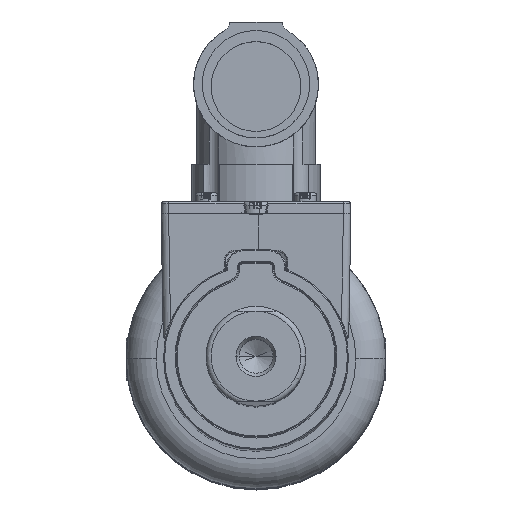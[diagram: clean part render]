
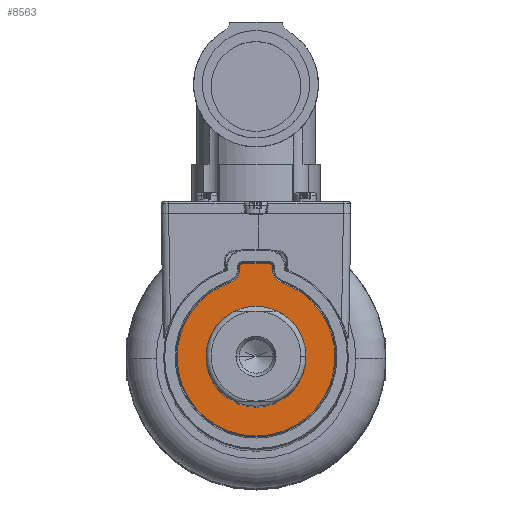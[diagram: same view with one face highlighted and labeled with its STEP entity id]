
A CAD part, top view. The second image highlights one B-rep face of the part: STEP entity #8563.
In plain terms, the highlighted planar face has unit normal (0, 0, 1).
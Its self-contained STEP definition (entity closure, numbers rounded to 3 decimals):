
#79 = CARTESIAN_POINT ( 'NONE',  ( 0., 0., 247. ) ) ;
#138 = VERTEX_POINT ( 'NONE', #4220 ) ;
#617 = CARTESIAN_POINT ( 'NONE',  ( -3.3, 18., 247. ) ) ;
#1089 = FACE_OUTER_BOUND ( 'NONE', #30180, .T. ) ;
#1619 = DIRECTION ( 'NONE',  ( 0., 0., 1. ) ) ;
#1761 = CIRCLE ( 'NONE', #25919, 10. ) ;
#2526 = CARTESIAN_POINT ( 'NONE',  ( 0., 0., 247. ) ) ;
#3368 = DIRECTION ( 'NONE',  ( 0., 0., 1. ) ) ;
#3735 = CARTESIAN_POINT ( 'NONE',  ( 0., 0., 247. ) ) ;
#3782 = CARTESIAN_POINT ( 'NONE',  ( 0., 18.8, 247. ) ) ;
#4220 = CARTESIAN_POINT ( 'NONE',  ( -3.3, 17.5, 247. ) ) ;
#4338 = CARTESIAN_POINT ( 'NONE',  ( 3.3, 17.5, 247. ) ) ;
#4778 = DIRECTION ( 'NONE',  ( 0., 0., -1. ) ) ;
#5163 = EDGE_CURVE ( 'NONE', #38397, #25986, #41698, .T. ) ;
#5167 = VERTEX_POINT ( 'NONE', #11874 ) ;
#5361 = AXIS2_PLACEMENT_3D ( 'NONE', #14711, #3368, #8044 ) ;
#5720 = ORIENTED_EDGE ( 'NONE', *, *, #5163, .T. ) ;
#7424 = VERTEX_POINT ( 'NONE', #4338 ) ;
#7448 = ORIENTED_EDGE ( 'NONE', *, *, #20226, .T. ) ;
#8044 = DIRECTION ( 'NONE',  ( 1., 0., 0. ) ) ;
#8177 = ORIENTED_EDGE ( 'NONE', *, *, #9058, .T. ) ;
#8390 = CIRCLE ( 'NONE', #32537, 2.7 ) ;
#8393 = VERTEX_POINT ( 'NONE', #39859 ) ;
#8561 = CARTESIAN_POINT ( 'NONE',  ( 0., 0., 247. ) ) ;
#8563 = ADVANCED_FACE ( 'NONE', ( #1089, #24234 ), #15337, .T. ) ;
#8577 = VECTOR ( 'NONE', #26828, 1000. ) ;
#8715 = AXIS2_PLACEMENT_3D ( 'NONE', #3735, #16674, #13873 ) ;
#8806 = VERTEX_POINT ( 'NONE', #617 ) ;
#9058 = EDGE_CURVE ( 'NONE', #25618, #5167, #19341, .T. ) ;
#9093 = CARTESIAN_POINT ( 'NONE',  ( 2.5, 18.8, 247. ) ) ;
#10493 = EDGE_CURVE ( 'NONE', #5167, #8806, #20627, .T. ) ;
#10941 = VERTEX_POINT ( 'NONE', #20738 ) ;
#10943 = VERTEX_POINT ( 'NONE', #33922 ) ;
#11874 = CARTESIAN_POINT ( 'NONE',  ( -2.5, 18.8, 247. ) ) ;
#12306 = VECTOR ( 'NONE', #42683, 1000. ) ;
#12420 = ORIENTED_EDGE ( 'NONE', *, *, #38962, .T. ) ;
#12438 = DIRECTION ( 'NONE',  ( 0., 1., 0. ) ) ;
#13873 = DIRECTION ( 'NONE',  ( 1., 0., 0. ) ) ;
#14711 = CARTESIAN_POINT ( 'NONE',  ( -2.5, 18., 247. ) ) ;
#15337 = PLANE ( 'NONE',  #15608 ) ;
#15437 = LINE ( 'NONE', #32319, #35019 ) ;
#15608 = AXIS2_PLACEMENT_3D ( 'NONE', #41068, #41949, #34597 ) ;
#15759 = EDGE_CURVE ( 'NONE', #10941, #25618, #35424, .T. ) ;
#16320 = EDGE_CURVE ( 'NONE', #8806, #138, #23986, .T. ) ;
#16674 = DIRECTION ( 'NONE',  ( 0., 0., 1. ) ) ;
#17517 = DIRECTION ( 'NONE',  ( 1., 0., 0. ) ) ;
#18072 = CIRCLE ( 'NONE', #41548, 2.7 ) ;
#19341 = LINE ( 'NONE', #3782, #12306 ) ;
#19768 = DIRECTION ( 'NONE',  ( 1., 0., 0. ) ) ;
#20226 = EDGE_CURVE ( 'NONE', #27049, #7424, #18072, .T. ) ;
#20252 = AXIS2_PLACEMENT_3D ( 'NONE', #41134, #38331, #21902 ) ;
#20397 = CIRCLE ( 'NONE', #8715, 15.8 ) ;
#20627 = CIRCLE ( 'NONE', #5361, 0.8 ) ;
#20738 = CARTESIAN_POINT ( 'NONE',  ( 3.3, 18., 247. ) ) ;
#20995 = ORIENTED_EDGE ( 'NONE', *, *, #15759, .T. ) ;
#21166 = DIRECTION ( 'NONE',  ( 0., 0., 1. ) ) ;
#21855 = EDGE_CURVE ( 'NONE', #24848, #10943, #34083, .T. ) ;
#21902 = DIRECTION ( 'NONE',  ( 1., 0., 0. ) ) ;
#21914 = ORIENTED_EDGE ( 'NONE', *, *, #21855, .F. ) ;
#23067 = EDGE_CURVE ( 'NONE', #8393, #38397, #20397, .T. ) ;
#23393 = ORIENTED_EDGE ( 'NONE', *, *, #27402, .T. ) ;
#23986 = LINE ( 'NONE', #30056, #8577 ) ;
#24234 = FACE_BOUND ( 'NONE', #29120, .T. ) ;
#24848 = VERTEX_POINT ( 'NONE', #25703 ) ;
#25044 = ORIENTED_EDGE ( 'NONE', *, *, #32419, .T. ) ;
#25067 = CARTESIAN_POINT ( 'NONE',  ( 0., 0., 247. ) ) ;
#25286 = DIRECTION ( 'NONE',  ( 1., 0., 0. ) ) ;
#25618 = VERTEX_POINT ( 'NONE', #9093 ) ;
#25703 = CARTESIAN_POINT ( 'NONE',  ( 10., 0., 247. ) ) ;
#25919 = AXIS2_PLACEMENT_3D ( 'NONE', #2526, #35996, #42280 ) ;
#25986 = VERTEX_POINT ( 'NONE', #35167 ) ;
#26828 = DIRECTION ( 'NONE',  ( 0., -1., 0. ) ) ;
#26873 = DIRECTION ( 'NONE',  ( 0., 0., -1. ) ) ;
#27049 = VERTEX_POINT ( 'NONE', #31099 ) ;
#27110 = CIRCLE ( 'NONE', #38131, 15.8 ) ;
#27402 = EDGE_CURVE ( 'NONE', #25986, #27049, #27110, .T. ) ;
#27807 = DIRECTION ( 'NONE',  ( 1., 0., 0. ) ) ;
#29120 = EDGE_LOOP ( 'NONE', ( #21914, #32144 ) ) ;
#29687 = EDGE_CURVE ( 'NONE', #10943, #24848, #1761, .T. ) ;
#29734 = DIRECTION ( 'NONE',  ( 0., 0., 1. ) ) ;
#30056 = CARTESIAN_POINT ( 'NONE',  ( -3.3, 0., 247. ) ) ;
#30180 = EDGE_LOOP ( 'NONE', ( #40268, #5720, #23393, #7448, #12420, #20995, #8177, #41414, #34353, #25044 ) ) ;
#30517 = CARTESIAN_POINT ( 'NONE',  ( 6., 17.5, 247. ) ) ;
#31099 = CARTESIAN_POINT ( 'NONE',  ( 5.124, 14.946, 247. ) ) ;
#31336 = AXIS2_PLACEMENT_3D ( 'NONE', #25067, #21166, #25286 ) ;
#32144 = ORIENTED_EDGE ( 'NONE', *, *, #29687, .F. ) ;
#32319 = CARTESIAN_POINT ( 'NONE',  ( 3.3, 0., 247. ) ) ;
#32419 = EDGE_CURVE ( 'NONE', #138, #8393, #8390, .T. ) ;
#32537 = AXIS2_PLACEMENT_3D ( 'NONE', #37217, #26873, #17517 ) ;
#32709 = AXIS2_PLACEMENT_3D ( 'NONE', #79, #29734, #19768 ) ;
#33922 = CARTESIAN_POINT ( 'NONE',  ( -10., 0., 247. ) ) ;
#34083 = CIRCLE ( 'NONE', #32709, 10. ) ;
#34353 = ORIENTED_EDGE ( 'NONE', *, *, #16320, .T. ) ;
#34375 = DIRECTION ( 'NONE',  ( 1., 0., 0. ) ) ;
#34597 = DIRECTION ( 'NONE',  ( 1., 0., 0. ) ) ;
#35019 = VECTOR ( 'NONE', #12438, 1000. ) ;
#35167 = CARTESIAN_POINT ( 'NONE',  ( 15.8, 0., 247. ) ) ;
#35424 = CIRCLE ( 'NONE', #20252, 0.8 ) ;
#35996 = DIRECTION ( 'NONE',  ( 0., 0., 1. ) ) ;
#37217 = CARTESIAN_POINT ( 'NONE',  ( -6., 17.5, 247. ) ) ;
#38131 = AXIS2_PLACEMENT_3D ( 'NONE', #8561, #1619, #27807 ) ;
#38331 = DIRECTION ( 'NONE',  ( 0., 0., 1. ) ) ;
#38397 = VERTEX_POINT ( 'NONE', #39958 ) ;
#38962 = EDGE_CURVE ( 'NONE', #7424, #10941, #15437, .T. ) ;
#39859 = CARTESIAN_POINT ( 'NONE',  ( -5.124, 14.946, 247. ) ) ;
#39958 = CARTESIAN_POINT ( 'NONE',  ( -15.8, 0., 247. ) ) ;
#40268 = ORIENTED_EDGE ( 'NONE', *, *, #23067, .T. ) ;
#41068 = CARTESIAN_POINT ( 'NONE',  ( 0., 0., 247. ) ) ;
#41134 = CARTESIAN_POINT ( 'NONE',  ( 2.5, 18., 247. ) ) ;
#41414 = ORIENTED_EDGE ( 'NONE', *, *, #10493, .T. ) ;
#41548 = AXIS2_PLACEMENT_3D ( 'NONE', #30517, #4778, #34375 ) ;
#41698 = CIRCLE ( 'NONE', #31336, 15.8 ) ;
#41949 = DIRECTION ( 'NONE',  ( 0., 0., 1. ) ) ;
#42280 = DIRECTION ( 'NONE',  ( 1., 0., 0. ) ) ;
#42683 = DIRECTION ( 'NONE',  ( -1., 0., 0. ) ) ;
